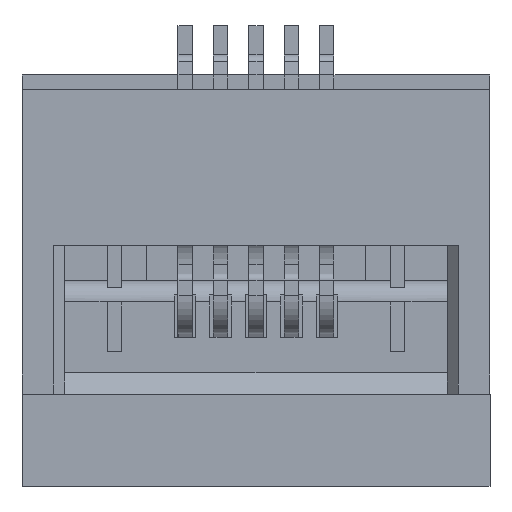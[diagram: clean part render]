
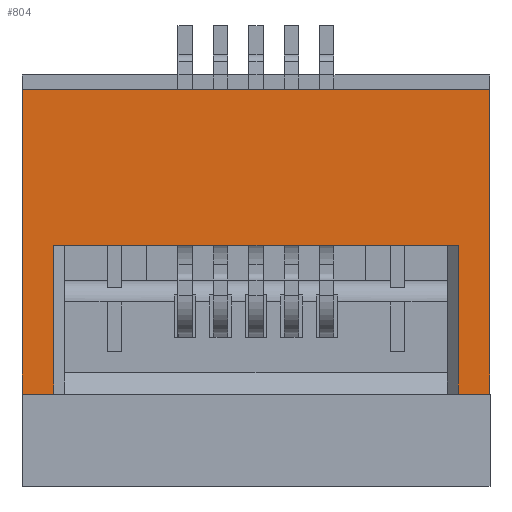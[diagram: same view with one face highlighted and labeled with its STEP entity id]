
A CAD part, top view. The second image highlights one B-rep face of the part: STEP entity #804.
In plain terms, the highlighted planar face has unit normal (0, 0, 1).
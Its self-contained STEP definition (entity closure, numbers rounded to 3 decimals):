
#804 = ADVANCED_FACE( '', ( #1539 ), #1540, .T. );
#1539 = FACE_OUTER_BOUND( '', #2252, .T. );
#1540 = PLANE( '', #2253 );
#2252 = EDGE_LOOP( '', ( #4427, #4428, #4429, #4430, #4431, #4432, #4433, #4434 ) );
#2253 = AXIS2_PLACEMENT_3D( '', #4435, #4436, #4437 );
#4427 = ORIENTED_EDGE( '', *, *, #5633, .T. );
#4428 = ORIENTED_EDGE( '', *, *, #5362, .F. );
#4429 = ORIENTED_EDGE( '', *, *, #5558, .F. );
#4430 = ORIENTED_EDGE( '', *, *, #5602, .F. );
#4431 = ORIENTED_EDGE( '', *, *, #5528, .T. );
#4432 = ORIENTED_EDGE( '', *, *, #5438, .T. );
#4433 = ORIENTED_EDGE( '', *, *, #4985, .T. );
#4434 = ORIENTED_EDGE( '', *, *, #5082, .F. );
#4435 = CARTESIAN_POINT( '', ( 3.3, -2.25, 1.1 ) );
#4436 = DIRECTION( '', ( 0., 0., 1. ) );
#4437 = DIRECTION( '', ( 1., 0., 0. ) );
#4985 = EDGE_CURVE( '', #6157, #6161, #6163, .T. );
#5082 = EDGE_CURVE( '', #6320, #6161, #6322, .T. );
#5362 = EDGE_CURVE( '', #6727, #6728, #6729, .T. );
#5438 = EDGE_CURVE( '', #6837, #6157, #6838, .T. );
#5528 = EDGE_CURVE( '', #6948, #6837, #6949, .T. );
#5558 = EDGE_CURVE( '', #6982, #6727, #6984, .T. );
#5602 = EDGE_CURVE( '', #6948, #6982, #7028, .T. );
#5633 = EDGE_CURVE( '', #6320, #6728, #7061, .T. );
#6157 = VERTEX_POINT( '', #7801 );
#6161 = VERTEX_POINT( '', #7807 );
#6163 = LINE( '', #7810, #7811 );
#6320 = VERTEX_POINT( '', #8039 );
#6322 = LINE( '', #8042, #8043 );
#6727 = VERTEX_POINT( '', #8632 );
#6728 = VERTEX_POINT( '', #8633 );
#6729 = LINE( '', #8634, #8635 );
#6837 = VERTEX_POINT( '', #8805 );
#6838 = LINE( '', #8806, #8807 );
#6948 = VERTEX_POINT( '', #8974 );
#6949 = LINE( '', #8975, #8976 );
#6982 = VERTEX_POINT( '', #9025 );
#6984 = LINE( '', #9028, #9029 );
#7028 = LINE( '', #9092, #9093 );
#7061 = LINE( '', #9138, #9139 );
#7801 = CARTESIAN_POINT( '', ( 2.85, -0.15, 1.1 ) );
#7807 = CARTESIAN_POINT( '', ( 2.85, -2.25, 1.1 ) );
#7810 = CARTESIAN_POINT( '', ( 2.85, -2.25, 1.1 ) );
#7811 = VECTOR( '', #9454, 1000. );
#8039 = CARTESIAN_POINT( '', ( 3.3, -2.25, 1.1 ) );
#8042 = CARTESIAN_POINT( '', ( 3.3, -2.25, 1.1 ) );
#8043 = VECTOR( '', #9557, 1000. );
#8632 = CARTESIAN_POINT( '', ( -3.3, 2.05, 1.1 ) );
#8633 = CARTESIAN_POINT( '', ( 3.3, 2.05, 1.1 ) );
#8634 = CARTESIAN_POINT( '', ( -4.986, 2.05, 1.1 ) );
#8635 = VECTOR( '', #9832, 1000. );
#8805 = CARTESIAN_POINT( '', ( -2.85, -0.15, 1.1 ) );
#8806 = CARTESIAN_POINT( '', ( 1.55, -0.15, 1.1 ) );
#8807 = VECTOR( '', #9895, 1000. );
#8974 = CARTESIAN_POINT( '', ( -2.85, -2.25, 1.1 ) );
#8975 = CARTESIAN_POINT( '', ( -2.85, -2.25, 1.1 ) );
#8976 = VECTOR( '', #9959, 1000. );
#9025 = CARTESIAN_POINT( '', ( -3.3, -2.25, 1.1 ) );
#9028 = CARTESIAN_POINT( '', ( -3.3, -2.25, 1.1 ) );
#9029 = VECTOR( '', #9980, 1000. );
#9092 = CARTESIAN_POINT( '', ( 3.3, -2.25, 1.1 ) );
#9093 = VECTOR( '', #10012, 1000. );
#9138 = CARTESIAN_POINT( '', ( 3.3, -2.25, 1.1 ) );
#9139 = VECTOR( '', #10025, 1000. );
#9454 = DIRECTION( '', ( 0., -1., 0. ) );
#9557 = DIRECTION( '', ( -1., 0., 0. ) );
#9832 = DIRECTION( '', ( 1., 0., 0. ) );
#9895 = DIRECTION( '', ( 1., 0., 0. ) );
#9959 = DIRECTION( '', ( 0., 1., 0. ) );
#9980 = DIRECTION( '', ( 0., 1., 0. ) );
#10012 = DIRECTION( '', ( -1., 0., 0. ) );
#10025 = DIRECTION( '', ( 0., 1., 0. ) );
